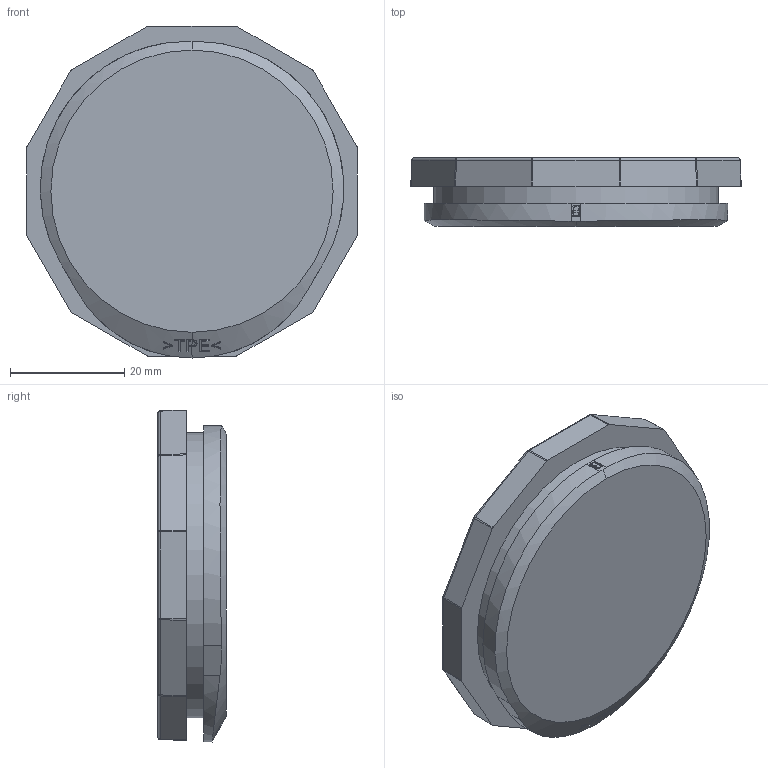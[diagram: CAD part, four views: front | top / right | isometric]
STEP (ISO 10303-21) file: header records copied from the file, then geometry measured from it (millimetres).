
FILE_DESCRIPTION(/* description */ (''),/* implementation_level */ '2;1');
FILE_NAME(/* name */ '28860_6_KES-E-R50_11-B.stp',/* time_stamp */ '2020-04-09T12:31:18+02:00',/* author */ (''),/* organization */ (''),/* preprocessor_version */ 'ST-DEVELOPER v16.7',/* originating_system */ 'SIEMENS PLM Software NX 12.0',/* authorisation */ '');
FILE_SCHEMA (('AUTOMOTIVE_DESIGN { 1 0 10303 214 3 1 1 1 }'));
Length unit declared in the file: millimetre
Products named in the file (1): 28860_6_KES-E-R50_11-B
Bounding box: 57.93 x 12.04 x 58.21 mm (x, y, z)
Volume: 28023.4 mm3; surface area: 7991.5 mm2
Topology: 1 solids, 1 shells, 644 faces, 1719 edges, 1059 vertices
Faces by surface type: plane 377, bspline 94, sphere 68, torus 33, cylinder 28, revolution 22, extrusion 12, cone 10
Full cylindrical faces by diameter (mm): 50 x1
Entity records: 29356 total; most frequent: CARTESIAN_POINT 14401, ORIENTED_EDGE 3300, DIRECTION 2720, EDGE_CURVE 1650, VERTEX_POINT 1059, VECTOR 1012, LINE 1000, AXIS2_PLACEMENT_3D 843
